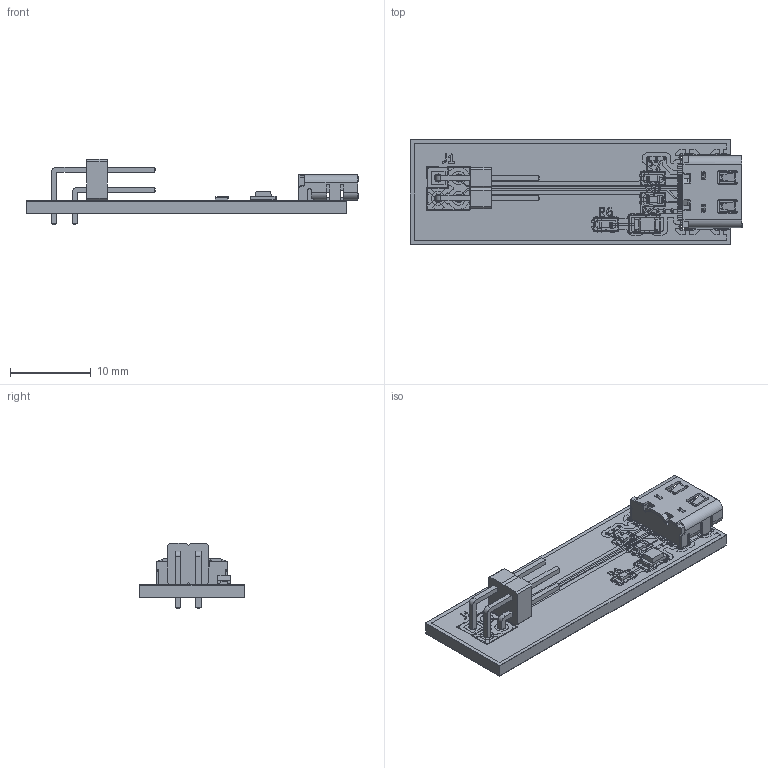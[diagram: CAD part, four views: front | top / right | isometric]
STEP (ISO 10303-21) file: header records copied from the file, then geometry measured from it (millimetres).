
FILE_DESCRIPTION(('KiCad electronic assembly'),'2;1');
FILE_NAME('PCB_USB.step','2025-08-08T00:17:11',('Pcbnew'),('Kicad'), 'Open CASCADE STEP processor 7.9','KiCad to STEP converter','Unknown' );
FILE_SCHEMA(('AUTOMOTIVE_DESIGN { 1 0 10303 214 1 1 1 1 }'));
Length unit declared in the file: millimetre
Products named in the file (11): PCB_USB 1; PinHeader_2x02_P2.54mm_Horizontal; R_0603_1608Metric; USB-C-SMD_G-SWITCH_GT-USB-7010ASV; LED_1206_3216Metric; PCB_USB_copper; PCB_USB_pad; PCB_USB_via; PCB_USB_silkscreen; PCB_USB_soldermask; PCB_USB_PCB
Assembly tree (12 placements, depth 2):
  PCB_USB 1
    PinHeader_2x02_P2.54mm_Horizontal
    R_0603_1608Metric  x3
    USB-C-SMD_G-SWITCH_GT-USB-7010ASV
    LED_1206_3216Metric
    PCB_USB_copper
    PCB_USB_pad
    PCB_USB_via
    PCB_USB_silkscreen
    PCB_USB_soldermask
    PCB_USB_PCB
Bounding box: 41.23 x 13 x 8.08 mm (x, y, z)
Volume: 1006 mm3; surface area: 4793.4 mm2
Topology: 104 solids, 122 shells, 1952 faces, 5449 edges, 3725 vertices
Faces by surface type: plane 1473, cylinder 437, bspline 30, cone 12
Full cylindrical faces by diameter (mm): 0.25 x7, 0.275 x14, 0.3 x7, 0.6 x6, 0.65 x8, 0.95 x12, 1 x8, 1.7 x6
Entity records: 68638 total; most frequent: CARTESIAN_POINT 12175, ORIENTED_EDGE 10109, DIRECTION 9950, EDGE_CURVE 5297, LINE 4246, VECTOR 4246, VERTEX_POINT 3637, AXIS2_PLACEMENT_3D 2852
